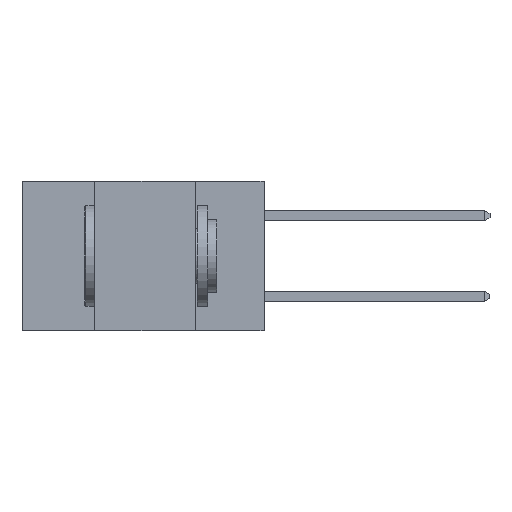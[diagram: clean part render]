
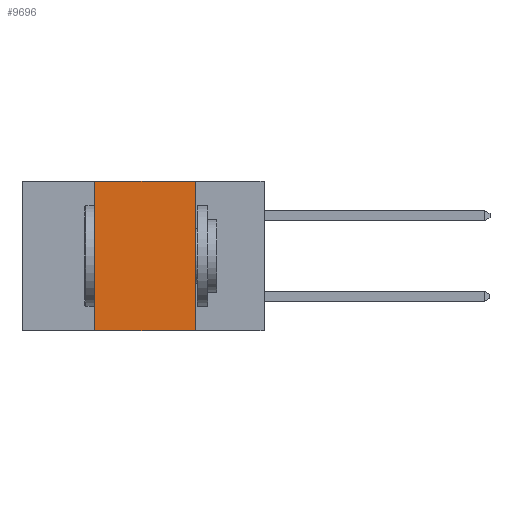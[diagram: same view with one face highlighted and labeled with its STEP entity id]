
A CAD part, left-side view. The second image highlights one B-rep face of the part: STEP entity #9696.
In plain terms, the highlighted planar face has unit normal (-1, 0, 0).
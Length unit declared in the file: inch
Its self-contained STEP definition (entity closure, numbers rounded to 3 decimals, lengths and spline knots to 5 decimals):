
#48 = DIRECTION ( 'NONE',  ( 0., 0., -1. ) ) ;
#136 = EDGE_CURVE ( 'NONE', #10586, #9332, #10519, .T. ) ;
#518 = VECTOR ( 'NONE', #10593, 39.37008 ) ;
#712 = CARTESIAN_POINT ( 'NONE',  ( 0., 0.17, -0.37 ) ) ;
#2285 = FACE_OUTER_BOUND ( 'NONE', #9637, .T. ) ;
#2666 = CARTESIAN_POINT ( 'NONE',  ( 0., 0.17, 0. ) ) ;
#2796 = VECTOR ( 'NONE', #7240, 39.37008 ) ;
#3024 = CARTESIAN_POINT ( 'NONE',  ( 0., 0.6, 0. ) ) ;
#3077 = LINE ( 'NONE', #7064, #2796 ) ;
#3536 = VERTEX_POINT ( 'NONE', #712 ) ;
#4214 = EDGE_CURVE ( 'NONE', #8757, #3536, #3077, .T. ) ;
#4230 = EDGE_CURVE ( 'NONE', #10586, #3536, #5117, .T. ) ;
#4517 = CARTESIAN_POINT ( 'NONE',  ( 0., 0.42, 0. ) ) ;
#4755 = DIRECTION ( 'NONE',  ( 0., -1., 0. ) ) ;
#5117 = LINE ( 'NONE', #10768, #518 ) ;
#5185 = DIRECTION ( 'NONE',  ( 1., 0., 0. ) ) ;
#5628 = ORIENTED_EDGE ( 'NONE', *, *, #4214, .F. ) ;
#5811 = LINE ( 'NONE', #3024, #9867 ) ;
#5981 = VECTOR ( 'NONE', #10714, 39.37008 ) ;
#6002 = ORIENTED_EDGE ( 'NONE', *, *, #9398, .F. ) ;
#6886 = ORIENTED_EDGE ( 'NONE', *, *, #136, .F. ) ;
#7064 = CARTESIAN_POINT ( 'NONE',  ( 0., 0.17, 0. ) ) ;
#7240 = DIRECTION ( 'NONE',  ( 0., 0., -1. ) ) ;
#7454 = ORIENTED_EDGE ( 'NONE', *, *, #4230, .T. ) ;
#8167 = AXIS2_PLACEMENT_3D ( 'NONE', #8507, #5185, #48 ) ;
#8507 = CARTESIAN_POINT ( 'NONE',  ( 0., 0.6, 0. ) ) ;
#8757 = VERTEX_POINT ( 'NONE', #2666 ) ;
#8990 = CARTESIAN_POINT ( 'NONE',  ( 0., 0.42, -0.37 ) ) ;
#9332 = VERTEX_POINT ( 'NONE', #4517 ) ;
#9398 = EDGE_CURVE ( 'NONE', #9332, #8757, #5811, .T. ) ;
#9637 = EDGE_LOOP ( 'NONE', ( #5628, #6002, #6886, #7454 ) ) ;
#9696 = ADVANCED_FACE ( 'NONE', ( #2285 ), #10069, .F. ) ;
#9867 = VECTOR ( 'NONE', #4755, 39.37008 ) ;
#10069 = PLANE ( 'NONE',  #8167 ) ;
#10519 = LINE ( 'NONE', #10681, #5981 ) ;
#10586 = VERTEX_POINT ( 'NONE', #8990 ) ;
#10593 = DIRECTION ( 'NONE',  ( 0., -1., 0. ) ) ;
#10681 = CARTESIAN_POINT ( 'NONE',  ( 0., 0.42, 0. ) ) ;
#10714 = DIRECTION ( 'NONE',  ( 0., 0., 1. ) ) ;
#10768 = CARTESIAN_POINT ( 'NONE',  ( 0., 0.6, -0.37 ) ) ;
